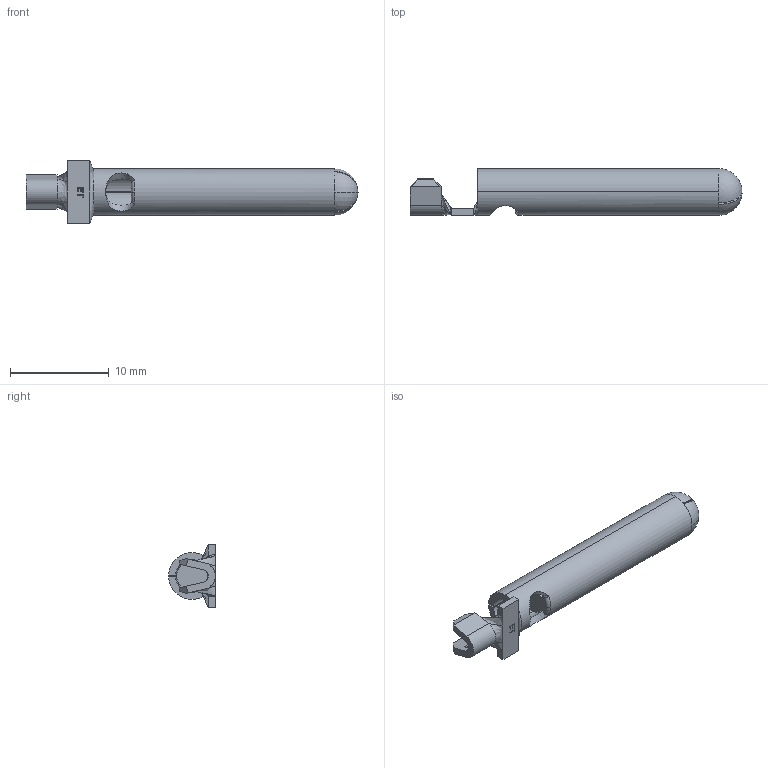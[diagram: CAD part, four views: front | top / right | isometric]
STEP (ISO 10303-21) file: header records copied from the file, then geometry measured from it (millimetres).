
FILE_DESCRIPTION (( 'STEP AP203' ), '1' );
FILE_NAME ('14501.STEP', '2015-02-23T13:39:44', ( '' ), ( '' ), 'SwSTEP 2.0', 'SolidWorks 2014', '' );
FILE_SCHEMA (( 'CONFIG_CONTROL_DESIGN' ));
Length unit declared in the file: inch
Products named in the file (1): 14501
Bounding box: 33.66 x 4.74 x 6.35 mm (x, y, z)
Volume: 263.9 mm3; surface area: 836.3 mm2
Topology: 1 solids, 1 shells, 153 faces, 392 edges, 239 vertices
Faces by surface type: plane 80, bspline 28, cylinder 20, cone 15, sphere 8, torus 2
Entity records: 5754 total; most frequent: CARTESIAN_POINT 2166, ORIENTED_EDGE 776, DIRECTION 663, EDGE_CURVE 388, VERTEX_POINT 239, LINE 237, VECTOR 237, AXIS2_PLACEMENT_3D 213
